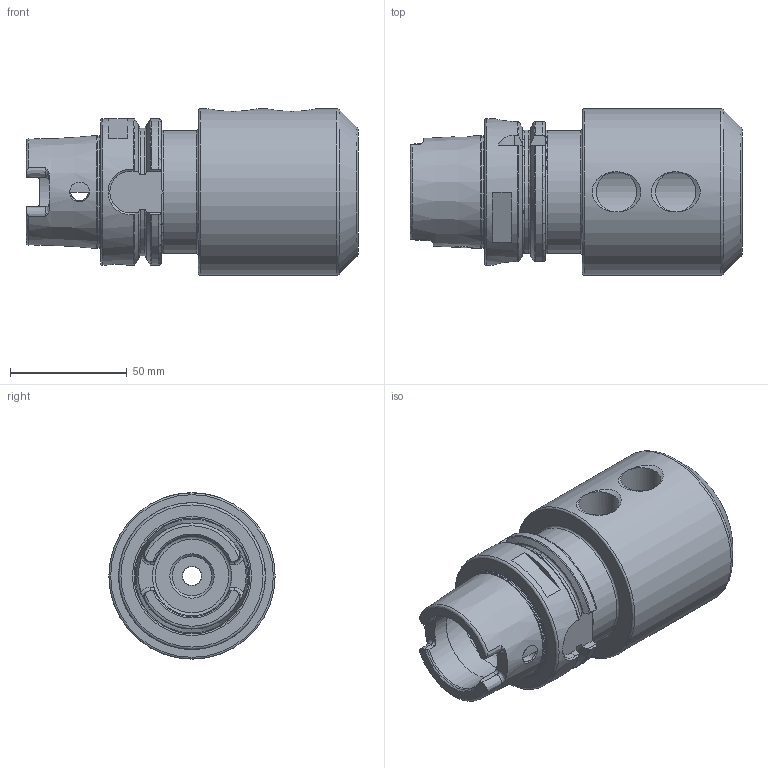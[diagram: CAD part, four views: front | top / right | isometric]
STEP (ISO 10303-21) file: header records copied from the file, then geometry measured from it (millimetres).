
FILE_DESCRIPTION(/* description */ (''),/* implementation_level */ '2;1');
FILE_NAME(/* name */ 'HSK063A-EM125-0435.stp',/* time_stamp */ '2019-03-28T15:27:13-05:00',/* author */ ('Lee'),/* organization */ (''),/* preprocessor_version */ 'ST-DEVELOPER v18',/* originating_system */ 'Autodesk Inventor LT',/* authorisation */ '');
FILE_SCHEMA (('AUTOMOTIVE_DESIGN { 1 0 10303 214 3 1 1 }'));
Length unit declared in the file: millimetre
Products named in the file (1): HSK063A-EM125-0435
Bounding box: 142.49 x 71.37 x 71.37 mm (x, y, z)
Volume: 307276.2 mm3; surface area: 52063.7 mm2
Topology: 1 solids, 1 shells, 145 faces, 439 edges, 303 vertices
Faces by surface type: plane 49, cylinder 30, torus 28, cone 25, bspline 13
Full cylindrical faces by diameter (mm): 7.5 x2, 8 x1, 10 x1, 14 x1, 17 x1, 17.323 x2, 19 x1, 31.75 x1, 32.75 x1, 34 x2, 40 x1, 48.241 x1, 52.8 x1, 63 x1, 71.374 x1
Entity records: 6666 total; most frequent: CARTESIAN_POINT 2800, ORIENTED_EDGE 880, DIRECTION 742, EDGE_CURVE 440, AXIS2_PLACEMENT_3D 316, VERTEX_POINT 304, CIRCLE 183, EDGE_LOOP 162
